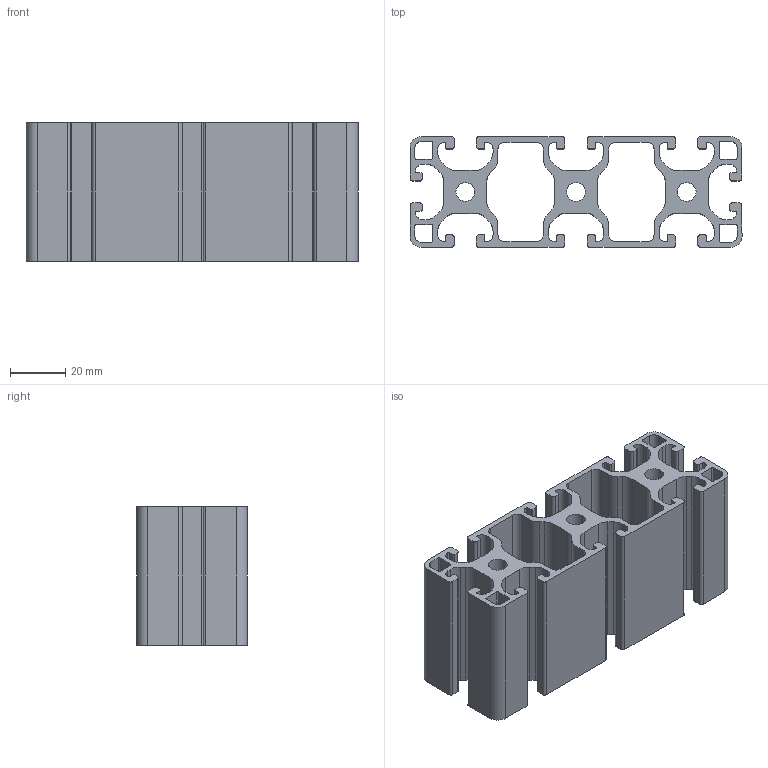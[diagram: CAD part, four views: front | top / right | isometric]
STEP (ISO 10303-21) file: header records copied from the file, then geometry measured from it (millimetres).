
FILE_DESCRIPTION (( 'STEP AP214' ), '1' );
FILE_NAME ('BASE08E0180-Profilé 8 120x40 léger.step', '2023-03-24T09:42:57', ( 'Altae' ), ( '' ), 'SwSTEP 2.0', 'SolidWorks 2021', '' );
FILE_SCHEMA (( 'AUTOMOTIVE_DESIGN' ));
Length unit declared in the file: millimetre
Products named in the file (1): BASE08E0180-Profilé 8 120x40 léger
Bounding box: 120 x 40 x 50 mm (x, y, z)
Volume: 81836.7 mm3; surface area: 56622.5 mm2
Topology: 1 solids, 1 shells, 320 faces, 954 edges, 636 vertices
Faces by surface type: cylinder 162, plane 158
Entity records: 10912 total; most frequent: DIRECTION 1920, CARTESIAN_POINT 1911, ORIENTED_EDGE 1908, EDGE_CURVE 954, AXIS2_PLACEMENT_3D 645, VERTEX_POINT 636, VECTOR 630, LINE 630
